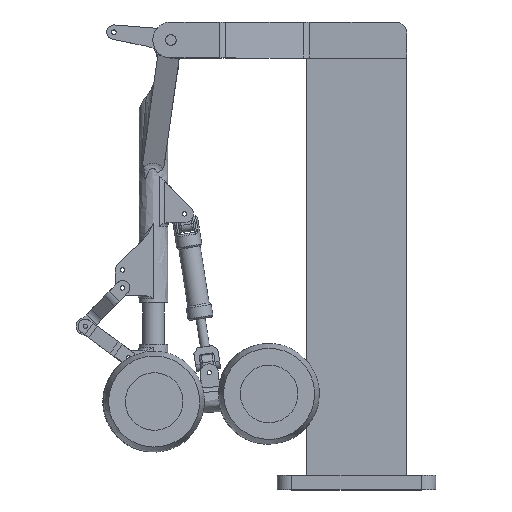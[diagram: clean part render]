
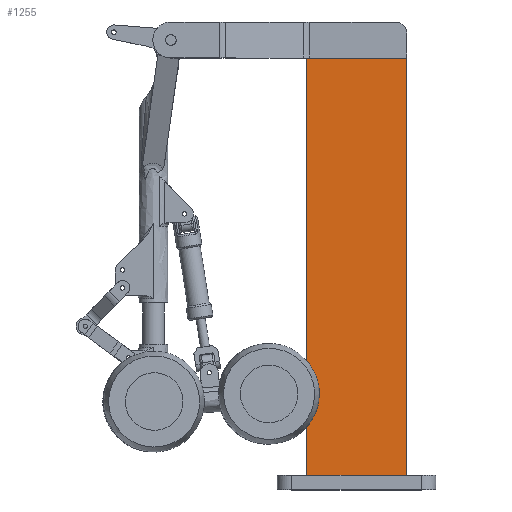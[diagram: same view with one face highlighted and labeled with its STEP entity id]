
A CAD part, top view. The second image highlights one B-rep face of the part: STEP entity #1255.
In plain terms, the highlighted free-form (B-spline) face has degree [1, 1] with [2, 2] control points.
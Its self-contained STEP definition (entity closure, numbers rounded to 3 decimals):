
#1188 = VERTEX_POINT('',#1189);
#1189 = CARTESIAN_POINT('',(70.868,-38.858,7.329
    ));
#1196 = EDGE_CURVE('',#1197,#1188,#1199,.T.);
#1197 = VERTEX_POINT('',#1198);
#1198 = CARTESIAN_POINT('',(70.868,131.175,7.329
    ));
#1199 = B_SPLINE_CURVE_WITH_KNOTS('',1,(#1200,#1201),.UNSPECIFIED.,.F.,
  .F.,(2,2),(-95.25,88.9),.PIECEWISE_BEZIER_KNOTS.);
#1200 = CARTESIAN_POINT('',(70.868,131.175,7.329
    ));
#1201 = CARTESIAN_POINT('',(70.868,-38.858,7.329
    ));
#1223 = EDGE_CURVE('',#1224,#1226,#1228,.T.);
#1224 = VERTEX_POINT('',#1225);
#1225 = CARTESIAN_POINT('',(111.91,131.175,
    7.329));
#1226 = VERTEX_POINT('',#1227);
#1227 = CARTESIAN_POINT('',(111.91,-38.858,
    7.329));
#1228 = B_SPLINE_CURVE_WITH_KNOTS('',1,(#1229,#1230),.UNSPECIFIED.,.F.,
  .F.,(2,2),(-95.25,88.9),.PIECEWISE_BEZIER_KNOTS.);
#1229 = CARTESIAN_POINT('',(111.91,131.175,
    7.329));
#1230 = CARTESIAN_POINT('',(111.91,-38.858,
    7.329));
#1255 = ADVANCED_FACE('',(#1256),#1270,.T.);
#1256 = FACE_BOUND('',#1257,.T.);
#1257 = EDGE_LOOP('',(#1258,#1259,#1264,#1265));
#1258 = ORIENTED_EDGE('',*,*,#1196,.T.);
#1259 = ORIENTED_EDGE('',*,*,#1260,.T.);
#1260 = EDGE_CURVE('',#1188,#1226,#1261,.T.);
#1261 = B_SPLINE_CURVE_WITH_KNOTS('',1,(#1262,#1263),.UNSPECIFIED.,.F.,
  .F.,(2,2),(-22.225,22.225),.PIECEWISE_BEZIER_KNOTS.);
#1262 = CARTESIAN_POINT('',(70.868,-38.858,7.329
    ));
#1263 = CARTESIAN_POINT('',(111.91,-38.858,
    7.329));
#1264 = ORIENTED_EDGE('',*,*,#1223,.F.);
#1265 = ORIENTED_EDGE('',*,*,#1266,.F.);
#1266 = EDGE_CURVE('',#1197,#1224,#1267,.T.);
#1267 = B_SPLINE_CURVE_WITH_KNOTS('',1,(#1268,#1269),.UNSPECIFIED.,.F.,
  .F.,(2,2),(-22.225,22.225),.PIECEWISE_BEZIER_KNOTS.);
#1268 = CARTESIAN_POINT('',(70.868,131.175,7.329
    ));
#1269 = CARTESIAN_POINT('',(111.91,131.175,
    7.329));
#1270 = B_SPLINE_SURFACE_WITH_KNOTS('',1,1,(
    (#1271,#1272)
    ,(#1273,#1274
    )),.UNSPECIFIED.,.F.,.F.,.F.,(2,2),(2,2),(-22.225,22.225),(-88.9,
    95.25),.PIECEWISE_BEZIER_KNOTS.);
#1271 = CARTESIAN_POINT('',(70.868,-38.858,7.329
    ));
#1272 = CARTESIAN_POINT('',(70.868,131.175,7.329
    ));
#1273 = CARTESIAN_POINT('',(111.91,-38.858,
    7.329));
#1274 = CARTESIAN_POINT('',(111.91,131.175,
    7.329));
